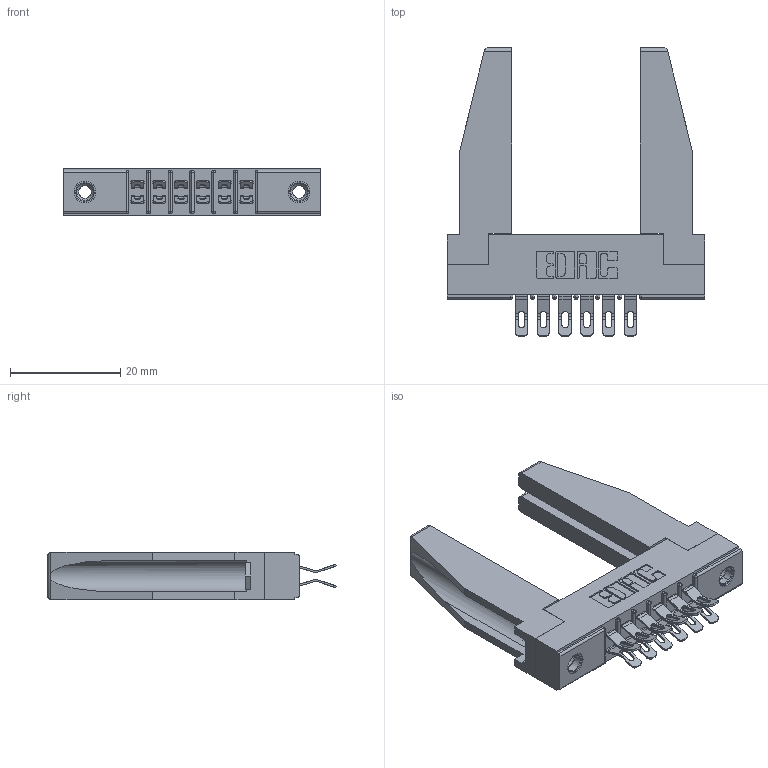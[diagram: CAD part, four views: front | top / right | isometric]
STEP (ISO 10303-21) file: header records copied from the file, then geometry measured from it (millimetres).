
FILE_DESCRIPTION (( 'STEP AP203' ), '1' );
FILE_NAME ('355-012-555-278.STEP', '2019-09-11T00:55:10', ( '' ), ( '' ), 'SwSTEP 2.0', 'SolidWorks 2016', '' );
FILE_SCHEMA (( 'CONFIG_CONTROL_DESIGN' ));
Length unit declared in the file: inch
Products named in the file (5): 345-250-001_345-250-001-102; 355-012-555-278; 305 Part_.156 Dia; 307-220-078; 305-290-001_555
Assembly tree (17 placements, depth 2):
  355-012-555-278
    305 Part_.156 Dia
    305-290-001_555  x12
    345-250-001_345-250-001-102  x2
    307-220-078  x2
Bounding box: 46.79 x 52.45 x 8.71 mm (x, y, z)
Volume: 6983.5 mm3; surface area: 8744.3 mm2
Topology: 17 solids, 17 shells, 1038 faces, 3016 edges, 1968 vertices
Faces by surface type: plane 536, cylinder 462, sphere 24, cone 12, torus 4
Entity records: 13942 total; most frequent: CARTESIAN_POINT 2332, ORIENTED_EDGE 2258, DIRECTION 2237, EDGE_CURVE 1129, LINE 851, VECTOR 851, VERTEX_POINT 730, AXIS2_PLACEMENT_3D 693
